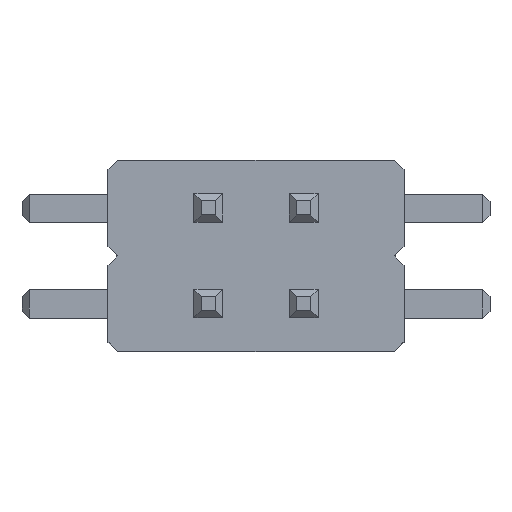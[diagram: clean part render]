
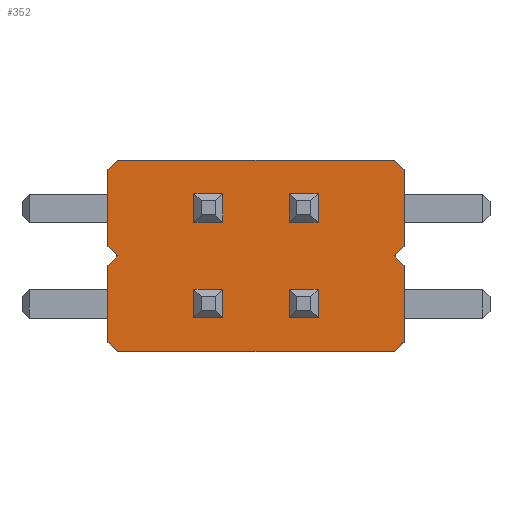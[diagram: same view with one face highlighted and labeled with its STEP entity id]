
A CAD part, top view. The second image highlights one B-rep face of the part: STEP entity #352.
In plain terms, the highlighted planar face has unit normal (0, 0, 1).
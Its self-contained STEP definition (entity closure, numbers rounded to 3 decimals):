
#24 = VERTEX_POINT('',#25);
#25 = CARTESIAN_POINT('',(-1.45,1.,1.6));
#31 = EDGE_CURVE('',#24,#32,#34,.T.);
#32 = VERTEX_POINT('',#33);
#33 = CARTESIAN_POINT('',(-1.55,0.9,1.6));
#34 = LINE('',#35,#36);
#35 = CARTESIAN_POINT('',(-1.45,1.,1.6));
#36 = VECTOR('',#37,1.);
#37 = DIRECTION('',(-0.707,-0.707,0.));
#64 = VERTEX_POINT('',#65);
#65 = CARTESIAN_POINT('',(1.45,1.,1.6));
#71 = EDGE_CURVE('',#64,#24,#72,.T.);
#72 = LINE('',#73,#74);
#73 = CARTESIAN_POINT('',(1.45,1.,1.6));
#74 = VECTOR('',#75,1.);
#75 = DIRECTION('',(-1.,0.,0.));
#93 = EDGE_CURVE('',#32,#94,#96,.T.);
#94 = VERTEX_POINT('',#95);
#95 = CARTESIAN_POINT('',(-1.55,0.1,1.6));
#96 = LINE('',#97,#98);
#97 = CARTESIAN_POINT('',(-1.55,0.9,1.6));
#98 = VECTOR('',#99,1.);
#99 = DIRECTION('',(0.,-1.,0.));
#352 = ADVANCED_FACE('',(#353,#444,#478,#512,#546),#580,.F.);
#353 = FACE_BOUND('',#354,.F.);
#354 = EDGE_LOOP('',(#355,#356,#357,#365,#373,#381,#389,#397,#405,#413,
#421,#429,#437,#443));
#355 = ORIENTED_EDGE('',*,*,#31,.F.);
#356 = ORIENTED_EDGE('',*,*,#71,.F.);
#357 = ORIENTED_EDGE('',*,*,#358,.F.);
#358 = EDGE_CURVE('',#359,#64,#361,.T.);
#359 = VERTEX_POINT('',#360);
#360 = CARTESIAN_POINT('',(1.55,0.9,1.6));
#361 = LINE('',#362,#363);
#362 = CARTESIAN_POINT('',(1.55,0.9,1.6));
#363 = VECTOR('',#364,1.);
#364 = DIRECTION('',(-0.707,0.707,0.));
#365 = ORIENTED_EDGE('',*,*,#366,.F.);
#366 = EDGE_CURVE('',#367,#359,#369,.T.);
#367 = VERTEX_POINT('',#368);
#368 = CARTESIAN_POINT('',(1.55,0.1,1.6));
#369 = LINE('',#370,#371);
#370 = CARTESIAN_POINT('',(1.55,0.1,1.6));
#371 = VECTOR('',#372,1.);
#372 = DIRECTION('',(0.,1.,0.));
#373 = ORIENTED_EDGE('',*,*,#374,.F.);
#374 = EDGE_CURVE('',#375,#367,#377,.T.);
#375 = VERTEX_POINT('',#376);
#376 = CARTESIAN_POINT('',(1.45,0.,1.6));
#377 = LINE('',#378,#379);
#378 = CARTESIAN_POINT('',(1.45,0.,1.6));
#379 = VECTOR('',#380,1.);
#380 = DIRECTION('',(0.707,0.707,0.));
#381 = ORIENTED_EDGE('',*,*,#382,.F.);
#382 = EDGE_CURVE('',#383,#375,#385,.T.);
#383 = VERTEX_POINT('',#384);
#384 = CARTESIAN_POINT('',(1.55,-0.1,1.6));
#385 = LINE('',#386,#387);
#386 = CARTESIAN_POINT('',(1.55,-0.1,1.6));
#387 = VECTOR('',#388,1.);
#388 = DIRECTION('',(-0.707,0.707,0.));
#389 = ORIENTED_EDGE('',*,*,#390,.F.);
#390 = EDGE_CURVE('',#391,#383,#393,.T.);
#391 = VERTEX_POINT('',#392);
#392 = CARTESIAN_POINT('',(1.55,-0.9,1.6));
#393 = LINE('',#394,#395);
#394 = CARTESIAN_POINT('',(1.55,-0.9,1.6));
#395 = VECTOR('',#396,1.);
#396 = DIRECTION('',(0.,1.,0.));
#397 = ORIENTED_EDGE('',*,*,#398,.F.);
#398 = EDGE_CURVE('',#399,#391,#401,.T.);
#399 = VERTEX_POINT('',#400);
#400 = CARTESIAN_POINT('',(1.45,-1.,1.6));
#401 = LINE('',#402,#403);
#402 = CARTESIAN_POINT('',(1.45,-1.,1.6));
#403 = VECTOR('',#404,1.);
#404 = DIRECTION('',(0.707,0.707,0.));
#405 = ORIENTED_EDGE('',*,*,#406,.F.);
#406 = EDGE_CURVE('',#407,#399,#409,.T.);
#407 = VERTEX_POINT('',#408);
#408 = CARTESIAN_POINT('',(-1.45,-1.,1.6));
#409 = LINE('',#410,#411);
#410 = CARTESIAN_POINT('',(-1.45,-1.,1.6));
#411 = VECTOR('',#412,1.);
#412 = DIRECTION('',(1.,0.,0.));
#413 = ORIENTED_EDGE('',*,*,#414,.F.);
#414 = EDGE_CURVE('',#415,#407,#417,.T.);
#415 = VERTEX_POINT('',#416);
#416 = CARTESIAN_POINT('',(-1.55,-0.9,1.6));
#417 = LINE('',#418,#419);
#418 = CARTESIAN_POINT('',(-1.55,-0.9,1.6));
#419 = VECTOR('',#420,1.);
#420 = DIRECTION('',(0.707,-0.707,0.));
#421 = ORIENTED_EDGE('',*,*,#422,.F.);
#422 = EDGE_CURVE('',#423,#415,#425,.T.);
#423 = VERTEX_POINT('',#424);
#424 = CARTESIAN_POINT('',(-1.55,-0.1,1.6));
#425 = LINE('',#426,#427);
#426 = CARTESIAN_POINT('',(-1.55,-0.1,1.6));
#427 = VECTOR('',#428,1.);
#428 = DIRECTION('',(0.,-1.,0.));
#429 = ORIENTED_EDGE('',*,*,#430,.F.);
#430 = EDGE_CURVE('',#431,#423,#433,.T.);
#431 = VERTEX_POINT('',#432);
#432 = CARTESIAN_POINT('',(-1.45,0.,1.6));
#433 = LINE('',#434,#435);
#434 = CARTESIAN_POINT('',(-1.45,0.,1.6));
#435 = VECTOR('',#436,1.);
#436 = DIRECTION('',(-0.707,-0.707,0.));
#437 = ORIENTED_EDGE('',*,*,#438,.F.);
#438 = EDGE_CURVE('',#94,#431,#439,.T.);
#439 = LINE('',#440,#441);
#440 = CARTESIAN_POINT('',(-1.55,0.1,1.6));
#441 = VECTOR('',#442,1.);
#442 = DIRECTION('',(0.707,-0.707,0.));
#443 = ORIENTED_EDGE('',*,*,#93,.F.);
#444 = FACE_BOUND('',#445,.F.);
#445 = EDGE_LOOP('',(#446,#456,#464,#472));
#446 = ORIENTED_EDGE('',*,*,#447,.T.);
#447 = EDGE_CURVE('',#448,#450,#452,.T.);
#448 = VERTEX_POINT('',#449);
#449 = CARTESIAN_POINT('',(-0.65,0.65,1.6));
#450 = VERTEX_POINT('',#451);
#451 = CARTESIAN_POINT('',(-0.65,0.35,1.6));
#452 = LINE('',#453,#454);
#453 = CARTESIAN_POINT('',(-0.65,0.825,1.6));
#454 = VECTOR('',#455,1.);
#455 = DIRECTION('',(0.,-1.,0.));
#456 = ORIENTED_EDGE('',*,*,#457,.T.);
#457 = EDGE_CURVE('',#450,#458,#460,.T.);
#458 = VERTEX_POINT('',#459);
#459 = CARTESIAN_POINT('',(-0.35,0.35,1.6));
#460 = LINE('',#461,#462);
#461 = CARTESIAN_POINT('',(-0.9,0.35,1.6));
#462 = VECTOR('',#463,1.);
#463 = DIRECTION('',(1.,0.,0.));
#464 = ORIENTED_EDGE('',*,*,#465,.T.);
#465 = EDGE_CURVE('',#458,#466,#468,.T.);
#466 = VERTEX_POINT('',#467);
#467 = CARTESIAN_POINT('',(-0.35,0.65,1.6));
#468 = LINE('',#469,#470);
#469 = CARTESIAN_POINT('',(-0.35,0.825,1.6));
#470 = VECTOR('',#471,1.);
#471 = DIRECTION('',(0.,1.,0.));
#472 = ORIENTED_EDGE('',*,*,#473,.F.);
#473 = EDGE_CURVE('',#448,#466,#474,.T.);
#474 = LINE('',#475,#476);
#475 = CARTESIAN_POINT('',(-0.9,0.65,1.6));
#476 = VECTOR('',#477,1.);
#477 = DIRECTION('',(1.,0.,0.));
#478 = FACE_BOUND('',#479,.F.);
#479 = EDGE_LOOP('',(#480,#490,#498,#506));
#480 = ORIENTED_EDGE('',*,*,#481,.F.);
#481 = EDGE_CURVE('',#482,#484,#486,.T.);
#482 = VERTEX_POINT('',#483);
#483 = CARTESIAN_POINT('',(0.65,0.65,1.6));
#484 = VERTEX_POINT('',#485);
#485 = CARTESIAN_POINT('',(0.65,0.35,1.6));
#486 = LINE('',#487,#488);
#487 = CARTESIAN_POINT('',(0.65,0.825,1.6));
#488 = VECTOR('',#489,1.);
#489 = DIRECTION('',(0.,-1.,0.));
#490 = ORIENTED_EDGE('',*,*,#491,.T.);
#491 = EDGE_CURVE('',#482,#492,#494,.T.);
#492 = VERTEX_POINT('',#493);
#493 = CARTESIAN_POINT('',(0.35,0.65,1.6));
#494 = LINE('',#495,#496);
#495 = CARTESIAN_POINT('',(-0.55,0.65,1.6));
#496 = VECTOR('',#497,1.);
#497 = DIRECTION('',(-1.,-0.,-0.));
#498 = ORIENTED_EDGE('',*,*,#499,.F.);
#499 = EDGE_CURVE('',#500,#492,#502,.T.);
#500 = VERTEX_POINT('',#501);
#501 = CARTESIAN_POINT('',(0.35,0.35,1.6));
#502 = LINE('',#503,#504);
#503 = CARTESIAN_POINT('',(0.35,0.825,1.6));
#504 = VECTOR('',#505,1.);
#505 = DIRECTION('',(0.,1.,0.));
#506 = ORIENTED_EDGE('',*,*,#507,.F.);
#507 = EDGE_CURVE('',#484,#500,#508,.T.);
#508 = LINE('',#509,#510);
#509 = CARTESIAN_POINT('',(-0.55,0.35,1.6));
#510 = VECTOR('',#511,1.);
#511 = DIRECTION('',(-1.,-0.,-0.));
#512 = FACE_BOUND('',#513,.F.);
#513 = EDGE_LOOP('',(#514,#524,#532,#540));
#514 = ORIENTED_EDGE('',*,*,#515,.F.);
#515 = EDGE_CURVE('',#516,#518,#520,.T.);
#516 = VERTEX_POINT('',#517);
#517 = CARTESIAN_POINT('',(0.65,-0.35,1.6));
#518 = VERTEX_POINT('',#519);
#519 = CARTESIAN_POINT('',(0.65,-0.65,1.6));
#520 = LINE('',#521,#522);
#521 = CARTESIAN_POINT('',(0.65,0.325,1.6));
#522 = VECTOR('',#523,1.);
#523 = DIRECTION('',(0.,-1.,0.));
#524 = ORIENTED_EDGE('',*,*,#525,.T.);
#525 = EDGE_CURVE('',#516,#526,#528,.T.);
#526 = VERTEX_POINT('',#527);
#527 = CARTESIAN_POINT('',(0.35,-0.35,1.6));
#528 = LINE('',#529,#530);
#529 = CARTESIAN_POINT('',(-0.55,-0.35,1.6));
#530 = VECTOR('',#531,1.);
#531 = DIRECTION('',(-1.,-0.,-0.));
#532 = ORIENTED_EDGE('',*,*,#533,.F.);
#533 = EDGE_CURVE('',#534,#526,#536,.T.);
#534 = VERTEX_POINT('',#535);
#535 = CARTESIAN_POINT('',(0.35,-0.65,1.6));
#536 = LINE('',#537,#538);
#537 = CARTESIAN_POINT('',(0.35,0.325,1.6));
#538 = VECTOR('',#539,1.);
#539 = DIRECTION('',(0.,1.,0.));
#540 = ORIENTED_EDGE('',*,*,#541,.F.);
#541 = EDGE_CURVE('',#518,#534,#542,.T.);
#542 = LINE('',#543,#544);
#543 = CARTESIAN_POINT('',(-0.55,-0.65,1.6));
#544 = VECTOR('',#545,1.);
#545 = DIRECTION('',(-1.,-0.,-0.));
#546 = FACE_BOUND('',#547,.F.);
#547 = EDGE_LOOP('',(#548,#558,#566,#574));
#548 = ORIENTED_EDGE('',*,*,#549,.T.);
#549 = EDGE_CURVE('',#550,#552,#554,.T.);
#550 = VERTEX_POINT('',#551);
#551 = CARTESIAN_POINT('',(-0.65,-0.65,1.6));
#552 = VERTEX_POINT('',#553);
#553 = CARTESIAN_POINT('',(-0.35,-0.65,1.6));
#554 = LINE('',#555,#556);
#555 = CARTESIAN_POINT('',(-0.9,-0.65,1.6));
#556 = VECTOR('',#557,1.);
#557 = DIRECTION('',(1.,0.,0.));
#558 = ORIENTED_EDGE('',*,*,#559,.T.);
#559 = EDGE_CURVE('',#552,#560,#562,.T.);
#560 = VERTEX_POINT('',#561);
#561 = CARTESIAN_POINT('',(-0.35,-0.35,1.6));
#562 = LINE('',#563,#564);
#563 = CARTESIAN_POINT('',(-0.35,0.325,1.6));
#564 = VECTOR('',#565,1.);
#565 = DIRECTION('',(0.,1.,0.));
#566 = ORIENTED_EDGE('',*,*,#567,.F.);
#567 = EDGE_CURVE('',#568,#560,#570,.T.);
#568 = VERTEX_POINT('',#569);
#569 = CARTESIAN_POINT('',(-0.65,-0.35,1.6));
#570 = LINE('',#571,#572);
#571 = CARTESIAN_POINT('',(-0.9,-0.35,1.6));
#572 = VECTOR('',#573,1.);
#573 = DIRECTION('',(1.,0.,0.));
#574 = ORIENTED_EDGE('',*,*,#575,.T.);
#575 = EDGE_CURVE('',#568,#550,#576,.T.);
#576 = LINE('',#577,#578);
#577 = CARTESIAN_POINT('',(-0.65,0.325,1.6));
#578 = VECTOR('',#579,1.);
#579 = DIRECTION('',(0.,-1.,0.));
#580 = PLANE('',#581);
#581 = AXIS2_PLACEMENT_3D('',#582,#583,#584);
#582 = CARTESIAN_POINT('',(-1.45,1.,1.6));
#583 = DIRECTION('',(0.,0.,-1.));
#584 = DIRECTION('',(-1.,0.,0.));
